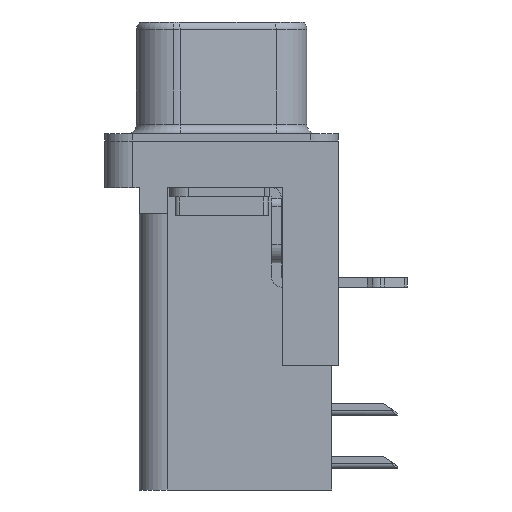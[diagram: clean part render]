
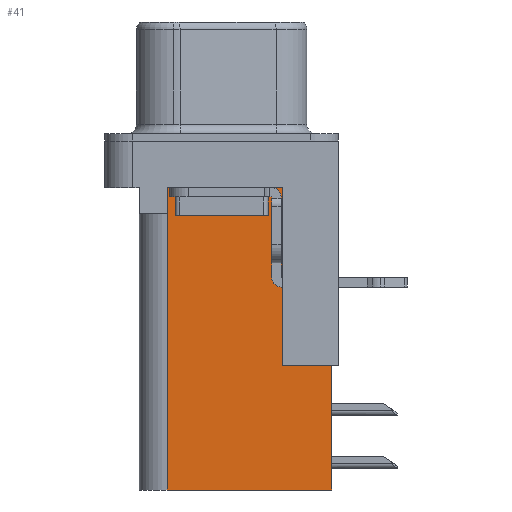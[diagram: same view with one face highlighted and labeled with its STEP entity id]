
A CAD part, left-side view. The second image highlights one B-rep face of the part: STEP entity #41.
In plain terms, the highlighted planar face has unit normal (-1, 0, 0).
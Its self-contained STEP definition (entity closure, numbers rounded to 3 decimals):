
#41 = ADVANCED_FACE ( 'NONE', ( #10641 ), #7713, .F. ) ;
#408 = ORIENTED_EDGE ( 'NONE', *, *, #2422, .T. ) ;
#647 = EDGE_CURVE ( 'NONE', #13432, #2788, #11172, .T. ) ;
#1100 = EDGE_CURVE ( 'NONE', #4229, #13432, #14404, .T. ) ;
#1153 = LINE ( 'NONE', #12929, #3810 ) ;
#1246 = VECTOR ( 'NONE', #11930, 1000. ) ;
#1381 = CARTESIAN_POINT ( 'NONE',  ( 3.79, -3.295, -2.5 ) ) ;
#1669 = EDGE_CURVE ( 'NONE', #14533, #7814, #10977, .T. ) ;
#2292 = CARTESIAN_POINT ( 'NONE',  ( 3.79, 2.925, -18.76 ) ) ;
#2422 = EDGE_CURVE ( 'NONE', #7814, #11585, #11693, .T. ) ;
#2658 = VECTOR ( 'NONE', #13617, 1000. ) ;
#2788 = VERTEX_POINT ( 'NONE', #13718 ) ;
#3015 = ORIENTED_EDGE ( 'NONE', *, *, #1100, .F. ) ;
#3041 = CARTESIAN_POINT ( 'NONE',  ( 3.79, -3.295, -2.5 ) ) ;
#3238 = EDGE_LOOP ( 'NONE', ( #408, #9393, #3544, #3747, #3015, #9968, #9343, #8445 ) ) ;
#3429 = VERTEX_POINT ( 'NONE', #12557 ) ;
#3544 = ORIENTED_EDGE ( 'NONE', *, *, #6062, .T. ) ;
#3747 = ORIENTED_EDGE ( 'NONE', *, *, #647, .F. ) ;
#3810 = VECTOR ( 'NONE', #9649, 1000. ) ;
#4229 = VERTEX_POINT ( 'NONE', #7677 ) ;
#5563 = EDGE_CURVE ( 'NONE', #10083, #4229, #13624, .T. ) ;
#5921 = CARTESIAN_POINT ( 'NONE',  ( 3.79, 2.895, -2.5 ) ) ;
#6062 = EDGE_CURVE ( 'NONE', #3429, #2788, #7197, .T. ) ;
#6070 = CARTESIAN_POINT ( 'NONE',  ( 3.79, -3.295, -12.05 ) ) ;
#6556 = CARTESIAN_POINT ( 'NONE',  ( 3.79, -3.295, -18.76 ) ) ;
#7153 = CARTESIAN_POINT ( 'NONE',  ( 3.79, 0., -3.9 ) ) ;
#7197 = LINE ( 'NONE', #7153, #13263 ) ;
#7216 = DIRECTION ( 'NONE',  ( 0., 0., -1. ) ) ;
#7382 = DIRECTION ( 'NONE',  ( 0., 1., 0. ) ) ;
#7512 = EDGE_CURVE ( 'NONE', #11585, #3429, #1153, .T. ) ;
#7641 = DIRECTION ( 'NONE',  ( 0., 1., 0. ) ) ;
#7659 = DIRECTION ( 'NONE',  ( 1., 0., 0. ) ) ;
#7677 = CARTESIAN_POINT ( 'NONE',  ( 3.79, -5.925, -18.76 ) ) ;
#7713 = PLANE ( 'NONE',  #9240 ) ;
#7727 = CARTESIAN_POINT ( 'NONE',  ( 3.79, -3.295, -18.76 ) ) ;
#7801 = CARTESIAN_POINT ( 'NONE',  ( 3.79, -5.925, -12.05 ) ) ;
#7814 = VERTEX_POINT ( 'NONE', #1381 ) ;
#8111 = VECTOR ( 'NONE', #9929, 1000. ) ;
#8445 = ORIENTED_EDGE ( 'NONE', *, *, #1669, .T. ) ;
#9175 = LINE ( 'NONE', #11267, #14567 ) ;
#9240 = AXIS2_PLACEMENT_3D ( 'NONE', #7727, #7659, #7641 ) ;
#9343 = ORIENTED_EDGE ( 'NONE', *, *, #11417, .T. ) ;
#9393 = ORIENTED_EDGE ( 'NONE', *, *, #7512, .T. ) ;
#9649 = DIRECTION ( 'NONE',  ( 0., 0., -1. ) ) ;
#9929 = DIRECTION ( 'NONE',  ( 0., 0., 1. ) ) ;
#9945 = DIRECTION ( 'NONE',  ( 0., 1., 0. ) ) ;
#9968 = ORIENTED_EDGE ( 'NONE', *, *, #5563, .F. ) ;
#10083 = VERTEX_POINT ( 'NONE', #7801 ) ;
#10216 = VECTOR ( 'NONE', #7216, 1000. ) ;
#10631 = CARTESIAN_POINT ( 'NONE',  ( 3.79, -5.925, -2. ) ) ;
#10641 = FACE_OUTER_BOUND ( 'NONE', #3238, .T. ) ;
#10732 = CARTESIAN_POINT ( 'NONE',  ( 3.79, 2.925, -18.76 ) ) ;
#10977 = LINE ( 'NONE', #11927, #1246 ) ;
#11172 = LINE ( 'NONE', #2292, #8111 ) ;
#11267 = CARTESIAN_POINT ( 'NONE',  ( 3.79, -6.295, -12.05 ) ) ;
#11417 = EDGE_CURVE ( 'NONE', #10083, #14533, #9175, .T. ) ;
#11585 = VERTEX_POINT ( 'NONE', #5921 ) ;
#11693 = LINE ( 'NONE', #3041, #2658 ) ;
#11927 = CARTESIAN_POINT ( 'NONE',  ( 3.79, -3.295, -18.76 ) ) ;
#11930 = DIRECTION ( 'NONE',  ( 0., 0., 1. ) ) ;
#12093 = VECTOR ( 'NONE', #9945, 1000. ) ;
#12431 = DIRECTION ( 'NONE',  ( 0., 1., 0. ) ) ;
#12557 = CARTESIAN_POINT ( 'NONE',  ( 3.79, 2.895, -3.9 ) ) ;
#12929 = CARTESIAN_POINT ( 'NONE',  ( 3.79, 2.895, -3.9 ) ) ;
#13263 = VECTOR ( 'NONE', #7382, 1000. ) ;
#13432 = VERTEX_POINT ( 'NONE', #10732 ) ;
#13617 = DIRECTION ( 'NONE',  ( 0., 1., 0. ) ) ;
#13624 = LINE ( 'NONE', #10631, #10216 ) ;
#13718 = CARTESIAN_POINT ( 'NONE',  ( 3.79, 2.925, -3.9 ) ) ;
#14404 = LINE ( 'NONE', #6556, #12093 ) ;
#14533 = VERTEX_POINT ( 'NONE', #6070 ) ;
#14567 = VECTOR ( 'NONE', #12431, 1000. ) ;
